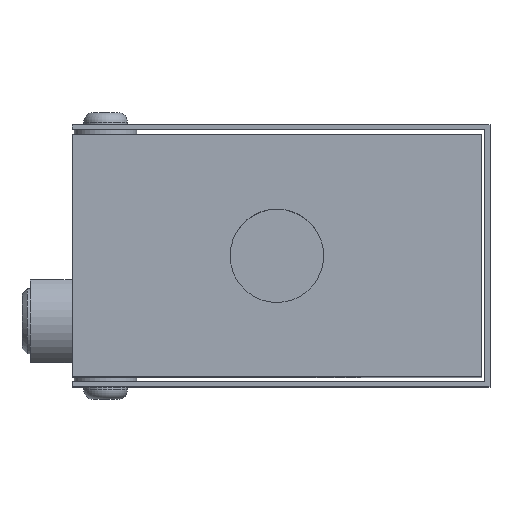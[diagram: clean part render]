
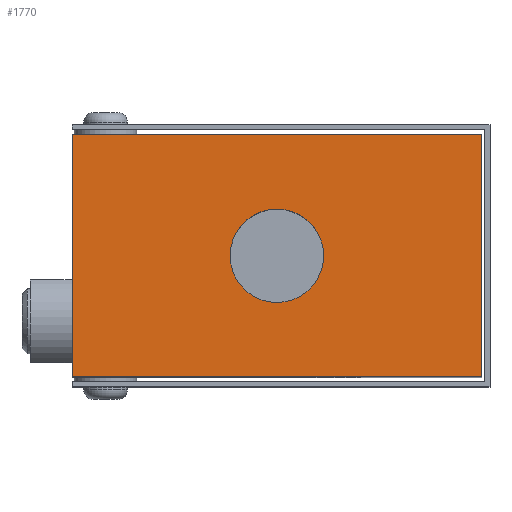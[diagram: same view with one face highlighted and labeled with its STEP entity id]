
A CAD part, top view. The second image highlights one B-rep face of the part: STEP entity #1770.
In plain terms, the highlighted face is planar.
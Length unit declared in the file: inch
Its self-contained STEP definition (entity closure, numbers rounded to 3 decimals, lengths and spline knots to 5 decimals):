
#607=CARTESIAN_POINT('',(6.22396,3.52594,-0.44528));
#608=VERTEX_POINT('',#607);
#609=CARTESIAN_POINT('',(6.22396,3.52594,-0.725));
#610=DIRECTION('',(0.0,1.0,0.0));
#611=DIRECTION('',(0.0,0.0,-1.0));
#612=AXIS2_PLACEMENT_3D('',#609,#610,#611);
#613=CIRCLE('',#612,0.27972);
#614=EDGE_CURVE('',#608,#608,#613,.T.);
#1215=CARTESIAN_POINT('',(4.99896,3.52594,-1.45));
#1216=VERTEX_POINT('',#1215);
#1217=CARTESIAN_POINT('',(7.44896,3.52594,-1.45));
#1218=VERTEX_POINT('',#1217);
#1219=CARTESIAN_POINT('',(4.99896,3.52594,-1.45));
#1220=DIRECTION('',(1.0,0.0,0.0));
#1221=VECTOR('',#1220,2.45);
#1222=LINE('',#1219,#1221);
#1223=EDGE_CURVE('',#1216,#1218,#1222,.T.);
#1553=CARTESIAN_POINT('',(4.99896,3.52594,0.0));
#1554=VERTEX_POINT('',#1553);
#1555=CARTESIAN_POINT('',(4.99896,3.52594,0.0));
#1556=DIRECTION('',(0.0,0.0,-1.0));
#1557=VECTOR('',#1556,1.45);
#1558=LINE('',#1555,#1557);
#1559=EDGE_CURVE('',#1554,#1216,#1558,.T.);
#1734=CARTESIAN_POINT('',(7.44896,3.52594,0.0));
#1735=VERTEX_POINT('',#1734);
#1742=CARTESIAN_POINT('',(7.44896,3.52594,0.0));
#1743=DIRECTION('',(0.0,0.0,-1.0));
#1744=VECTOR('',#1743,1.45);
#1745=LINE('',#1742,#1744);
#1746=EDGE_CURVE('',#1735,#1218,#1745,.T.);
#1751=CARTESIAN_POINT('',(4.99896,3.52594,0.0));
#1752=DIRECTION('',(0.0,-1.0,0.0));
#1753=DIRECTION('',(0.0,0.0,-1.0));
#1754=AXIS2_PLACEMENT_3D('',#1751,#1752,#1753);
#1755=PLANE('',#1754);
#1756=ORIENTED_EDGE('',*,*,#1223,.T.);
#1757=ORIENTED_EDGE('',*,*,#1746,.F.);
#1758=CARTESIAN_POINT('',(7.44896,3.52594,0.0));
#1759=DIRECTION('',(-1.0,0.0,0.0));
#1760=VECTOR('',#1759,2.45);
#1761=LINE('',#1758,#1760);
#1762=EDGE_CURVE('',#1735,#1554,#1761,.T.);
#1763=ORIENTED_EDGE('',*,*,#1762,.T.);
#1764=ORIENTED_EDGE('',*,*,#1559,.T.);
#1765=EDGE_LOOP('',(#1756,#1757,#1763,#1764));
#1766=FACE_OUTER_BOUND('',#1765,.T.);
#1767=ORIENTED_EDGE('',*,*,#614,.T.);
#1768=EDGE_LOOP('',(#1767));
#1769=FACE_BOUND('',#1768,.T.);
#1770=ADVANCED_FACE('',(#1766,#1769),#1755,.T.);
